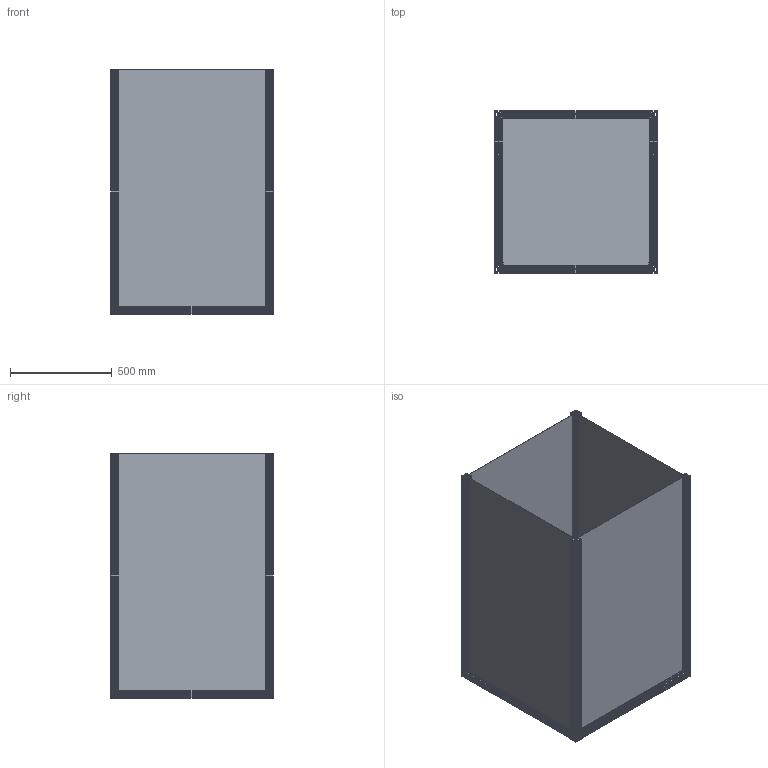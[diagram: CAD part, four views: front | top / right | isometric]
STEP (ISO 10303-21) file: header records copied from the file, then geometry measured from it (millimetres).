
FILE_DESCRIPTION (( 'STEP AP203' ), '1' );
FILE_NAME ('516255.STEP', '2025-01-02T07:25:06', ( 'MSI' ), ( '' ), 'SwSTEP 2.0', 'SolidWorks 2020', '' );
FILE_SCHEMA (( 'CONFIG_CONTROL_DESIGN' ));
Length unit declared in the file: millimetre
Products named in the file (6): 嫖悝す怢そ敖欶醱啣_732_1172; 嫖悝す怢そ敖欶醱啣_744_744; 嫖悝す怢そ敖欶醱啣_744_1172; 嫖悝す怢そ敖欶晚遺_720; 嫖悝す怢そ敖欶晚遺_1200; 516255
Assembly tree (13 placements, depth 2):
  516255
    嫖悝す怢そ敖欶晚遺_1200  x4
    嫖悝す怢そ敖欶晚遺_720  x4
    嫖悝す怢そ敖欶醱啣_732_1172  x2
    嫖悝す怢そ敖欶醱啣_744_1172  x2
    嫖悝す怢そ敖欶醱啣_744_744
Bounding box: 800 x 800 x 1200 mm (x, y, z)
Volume: 12625725.5 mm3; surface area: 11849859.5 mm2
Topology: 13 solids, 13 shells, 1230 faces, 3612 edges, 2408 vertices
Faces by surface type: plane 950, cylinder 280
Entity records: 11534 total; most frequent: CARTESIAN_POINT 1910, ORIENTED_EDGE 1884, DIRECTION 1762, EDGE_CURVE 942, LINE 802, VECTOR 802, VERTEX_POINT 628, AXIS2_PLACEMENT_3D 480
